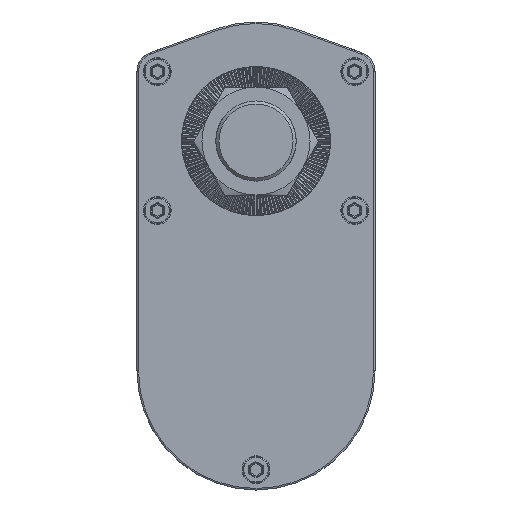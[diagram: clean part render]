
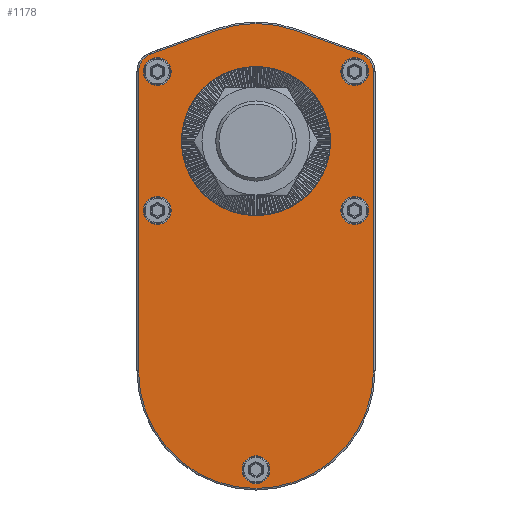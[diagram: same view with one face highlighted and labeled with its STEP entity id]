
A CAD part, front view. The second image highlights one B-rep face of the part: STEP entity #1178.
In plain terms, the highlighted planar face has unit normal (0, -1, 0).
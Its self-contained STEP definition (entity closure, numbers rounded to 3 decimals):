
#1178 = ADVANCED_FACE( '', ( #3109, #3110, #3111, #3112, #3113, #3114, #3115 ), #3116, .T. );
#3109 = FACE_BOUND( '', #6745, .T. );
#3110 = FACE_BOUND( '', #6746, .T. );
#3111 = FACE_BOUND( '', #6747, .T. );
#3112 = FACE_BOUND( '', #6748, .T. );
#3113 = FACE_BOUND( '', #6749, .T. );
#3114 = FACE_OUTER_BOUND( '', #6750, .T. );
#3115 = FACE_BOUND( '', #6751, .T. );
#3116 = PLANE( '', #6752 );
#6745 = EDGE_LOOP( '', ( #14997 ) );
#6746 = EDGE_LOOP( '', ( #14998 ) );
#6747 = EDGE_LOOP( '', ( #14999 ) );
#6748 = EDGE_LOOP( '', ( #15000 ) );
#6749 = EDGE_LOOP( '', ( #15001 ) );
#6750 = EDGE_LOOP( '', ( #15002, #15003, #15004, #15005, #15006, #15007, #15008, #15009 ) );
#6751 = EDGE_LOOP( '', ( #15010 ) );
#6752 = AXIS2_PLACEMENT_3D( '', #15011, #15012, #15013 );
#14997 = ORIENTED_EDGE( '', *, *, #22332, .T. );
#14998 = ORIENTED_EDGE( '', *, *, #22333, .T. );
#14999 = ORIENTED_EDGE( '', *, *, #22334, .T. );
#15000 = ORIENTED_EDGE( '', *, *, #22335, .T. );
#15001 = ORIENTED_EDGE( '', *, *, #22336, .T. );
#15002 = ORIENTED_EDGE( '', *, *, #22337, .T. );
#15003 = ORIENTED_EDGE( '', *, *, #22338, .T. );
#15004 = ORIENTED_EDGE( '', *, *, #22339, .T. );
#15005 = ORIENTED_EDGE( '', *, *, #22340, .T. );
#15006 = ORIENTED_EDGE( '', *, *, #22341, .T. );
#15007 = ORIENTED_EDGE( '', *, *, #22342, .T. );
#15008 = ORIENTED_EDGE( '', *, *, #22343, .T. );
#15009 = ORIENTED_EDGE( '', *, *, #22344, .T. );
#15010 = ORIENTED_EDGE( '', *, *, #22345, .F. );
#15011 = CARTESIAN_POINT( '', ( 0., 24.5, -74.5 ) );
#15012 = DIRECTION( '', ( 0., -1., 0. ) );
#15013 = DIRECTION( '', ( 0., 0., -1. ) );
#22332 = EDGE_CURVE( '', #25818, #25818, #25819, .T. );
#22333 = EDGE_CURVE( '', #25820, #25820, #25821, .T. );
#22334 = EDGE_CURVE( '', #25822, #25822, #25823, .T. );
#22335 = EDGE_CURVE( '', #25824, #25824, #25825, .T. );
#22336 = EDGE_CURVE( '', #25826, #25826, #25827, .T. );
#22337 = EDGE_CURVE( '', #25828, #25829, #25830, .T. );
#22338 = EDGE_CURVE( '', #25829, #25831, #25832, .T. );
#22339 = EDGE_CURVE( '', #25831, #25833, #25834, .T. );
#22340 = EDGE_CURVE( '', #25833, #25835, #25836, .T. );
#22341 = EDGE_CURVE( '', #25835, #25837, #25838, .T. );
#22342 = EDGE_CURVE( '', #25837, #25839, #25840, .T. );
#22343 = EDGE_CURVE( '', #25839, #25841, #25842, .T. );
#22344 = EDGE_CURVE( '', #25841, #25828, #25843, .T. );
#22345 = EDGE_CURVE( '', #25844, #25844, #25845, .T. );
#25818 = VERTEX_POINT( '', #31353 );
#25819 = CIRCLE( '', #31354, 4.5 );
#25820 = VERTEX_POINT( '', #31355 );
#25821 = CIRCLE( '', #31356, 4.5 );
#25822 = VERTEX_POINT( '', #31357 );
#25823 = CIRCLE( '', #31358, 4.5 );
#25824 = VERTEX_POINT( '', #31359 );
#25825 = CIRCLE( '', #31360, 4.5 );
#25826 = VERTEX_POINT( '', #31361 );
#25827 = CIRCLE( '', #31362, 4.5 );
#25828 = VERTEX_POINT( '', #31363 );
#25829 = VERTEX_POINT( '', #31364 );
#25830 = CIRCLE( '', #31365, 6.08 );
#25831 = VERTEX_POINT( '', #31366 );
#25832 = LINE( '', #31367, #31368 );
#25833 = VERTEX_POINT( '', #31369 );
#25834 = CIRCLE( '', #31370, 38.08 );
#25835 = VERTEX_POINT( '', #31371 );
#25836 = LINE( '', #31372, #31373 );
#25837 = VERTEX_POINT( '', #31374 );
#25838 = CIRCLE( '', #31375, 6.08 );
#25839 = VERTEX_POINT( '', #31376 );
#25840 = LINE( '', #31377, #31378 );
#25841 = VERTEX_POINT( '', #31379 );
#25842 = CIRCLE( '', #31380, 38.08 );
#25843 = LINE( '', #31381, #31382 );
#25844 = VERTEX_POINT( '', #31383 );
#25845 = CIRCLE( '', #31384, 24.1 );
#31353 = CARTESIAN_POINT( '', ( 32., 24.5, 18. ) );
#31354 = AXIS2_PLACEMENT_3D( '', #39210, #39211, #39212 );
#31355 = CARTESIAN_POINT( '', ( 32., 24.5, -27. ) );
#31356 = AXIS2_PLACEMENT_3D( '', #39213, #39214, #39215 );
#31357 = CARTESIAN_POINT( '', ( -32., 24.5, -27. ) );
#31358 = AXIS2_PLACEMENT_3D( '', #39216, #39217, #39218 );
#31359 = CARTESIAN_POINT( '', ( 0., 24.5, -111. ) );
#31360 = AXIS2_PLACEMENT_3D( '', #39219, #39220, #39221 );
#31361 = CARTESIAN_POINT( '', ( -32., 24.5, 18. ) );
#31362 = AXIS2_PLACEMENT_3D( '', #39222, #39223, #39224 );
#31363 = CARTESIAN_POINT( '', ( 38.08, 24.5, 22.46 ) );
#31364 = CARTESIAN_POINT( '', ( 34.067, 24.5, 28.178 ) );
#31365 = AXIS2_PLACEMENT_3D( '', #39225, #39226, #39227 );
#31366 = CARTESIAN_POINT( '', ( 12.944, 24.5, 35.813 ) );
#31367 = CARTESIAN_POINT( '', ( 36.76, 24.5, 27.204 ) );
#31368 = VECTOR( '', #39228, 1000. );
#31369 = CARTESIAN_POINT( '', ( -12.944, 24.5, 35.813 ) );
#31370 = AXIS2_PLACEMENT_3D( '', #39229, #39230, #39231 );
#31371 = CARTESIAN_POINT( '', ( -34.067, 24.5, 28.178 ) );
#31372 = CARTESIAN_POINT( '', ( -36.76, 24.5, 27.204 ) );
#31373 = VECTOR( '', #39232, 1000. );
#31374 = CARTESIAN_POINT( '', ( -38.08, 24.5, 22.46 ) );
#31375 = AXIS2_PLACEMENT_3D( '', #39233, #39234, #39235 );
#31376 = CARTESIAN_POINT( '', ( -38.08, 24.5, -74.5 ) );
#31377 = CARTESIAN_POINT( '', ( -38.08, 24.5, -74.5 ) );
#31378 = VECTOR( '', #39236, 1000. );
#31379 = CARTESIAN_POINT( '', ( 38.08, 24.5, -74.5 ) );
#31380 = AXIS2_PLACEMENT_3D( '', #39237, #39238, #39239 );
#31381 = CARTESIAN_POINT( '', ( 38.08, 24.5, -74.5 ) );
#31382 = VECTOR( '', #39240, 1000. );
#31383 = CARTESIAN_POINT( '', ( 0., 24.5, -24.1 ) );
#31384 = AXIS2_PLACEMENT_3D( '', #39241, #39242, #39243 );
#39210 = CARTESIAN_POINT( '', ( 32., 24.5, 22.5 ) );
#39211 = DIRECTION( '', ( 0., 1., 0. ) );
#39212 = DIRECTION( '', ( 0., 0., -1. ) );
#39213 = CARTESIAN_POINT( '', ( 32., 24.5, -22.5 ) );
#39214 = DIRECTION( '', ( 0., 1., 0. ) );
#39215 = DIRECTION( '', ( 0., 0., -1. ) );
#39216 = CARTESIAN_POINT( '', ( -32., 24.5, -22.5 ) );
#39217 = DIRECTION( '', ( 0., 1., 0. ) );
#39218 = DIRECTION( '', ( 0., 0., -1. ) );
#39219 = CARTESIAN_POINT( '', ( 0., 24.5, -106.5 ) );
#39220 = DIRECTION( '', ( 0., 1., 0. ) );
#39221 = DIRECTION( '', ( 0., 0., -1. ) );
#39222 = CARTESIAN_POINT( '', ( -32., 24.5, 22.5 ) );
#39223 = DIRECTION( '', ( 0., 1., 0. ) );
#39224 = DIRECTION( '', ( 0., 0., -1. ) );
#39225 = CARTESIAN_POINT( '', ( 32., 24.5, 22.46 ) );
#39226 = DIRECTION( '', ( 0., -1., 0. ) );
#39227 = DIRECTION( '', ( 0., 0., -1. ) );
#39228 = DIRECTION( '', ( -0.94, 0., 0.34 ) );
#39229 = CARTESIAN_POINT( '', ( 0., 24.5, 0. ) );
#39230 = DIRECTION( '', ( 0., -1., 0. ) );
#39231 = DIRECTION( '', ( 0., 0., -1. ) );
#39232 = DIRECTION( '', ( -0.94, 0., -0.34 ) );
#39233 = CARTESIAN_POINT( '', ( -32., 24.5, 22.46 ) );
#39234 = DIRECTION( '', ( 0., -1., 0. ) );
#39235 = DIRECTION( '', ( 0., 0., -1. ) );
#39236 = DIRECTION( '', ( 0., 0., -1. ) );
#39237 = CARTESIAN_POINT( '', ( 0., 24.5, -74.5 ) );
#39238 = DIRECTION( '', ( 0., -1., 0. ) );
#39239 = DIRECTION( '', ( 0., 0., -1. ) );
#39240 = DIRECTION( '', ( 0., 0., 1. ) );
#39241 = CARTESIAN_POINT( '', ( 0., 24.5, 0. ) );
#39242 = DIRECTION( '', ( 0., -1., 0. ) );
#39243 = DIRECTION( '', ( 0., 0., -1. ) );
